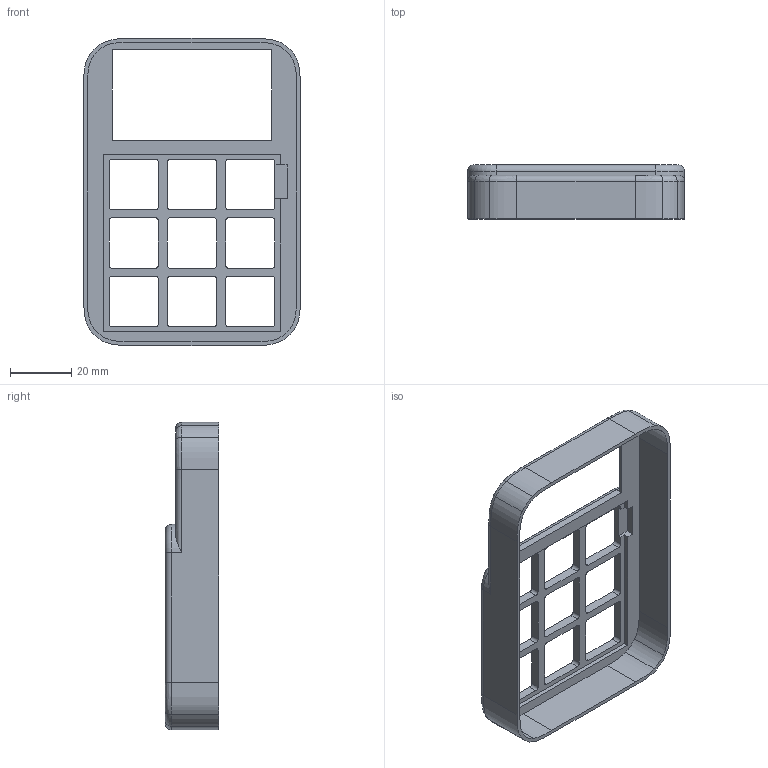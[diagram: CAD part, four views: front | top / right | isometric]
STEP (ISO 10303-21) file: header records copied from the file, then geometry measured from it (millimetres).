
FILE_DESCRIPTION (( 'STEP AP203' ), '1' );
FILE_NAME ('PB_Enclocure_top.STEP', '2025-04-01T23:26:48', ( '' ), ( '' ), 'SwSTEP 2.0', 'SolidWorks 2024', '' );
FILE_SCHEMA (( 'CONFIG_CONTROL_DESIGN' ));
Length unit declared in the file: millimetre
Products named in the file (1): PB_Enclocure_top
Bounding box: 70.6 x 17.5 x 100 mm (x, y, z)
Volume: 14005 mm3; surface area: 17371.4 mm2
Topology: 1 solids, 1 shells, 145 faces, 409 edges, 266 vertices
Faces by surface type: plane 62, cylinder 45, bspline 36, torus 2
Entity records: 6196 total; most frequent: CARTESIAN_POINT 2483, ORIENTED_EDGE 818, DIRECTION 665, EDGE_CURVE 409, VERTEX_POINT 266, VECTOR 249, LINE 249, AXIS2_PLACEMENT_3D 208
